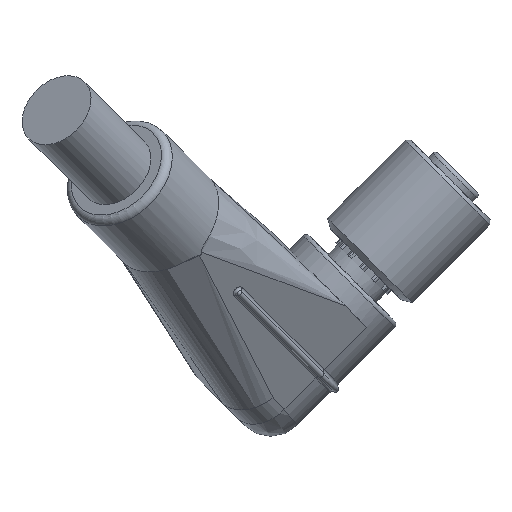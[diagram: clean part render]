
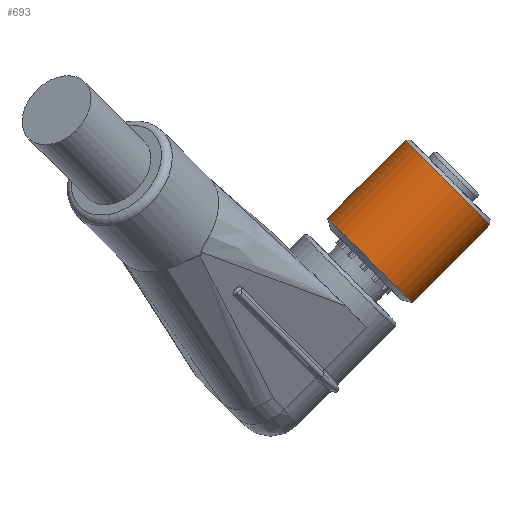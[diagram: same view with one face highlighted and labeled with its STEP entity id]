
A CAD part, left-side view. The second image highlights one B-rep face of the part: STEP entity #693.
In plain terms, the highlighted cylindrical face has radius 3 mm (diameter 6 mm), a full revolution.
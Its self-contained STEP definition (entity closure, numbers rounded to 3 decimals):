
#366=CYLINDRICAL_SURFACE('',#2802,3.);
#693=ADVANCED_FACE('',(#939,#940),#366,.T.);
#939=FACE_BOUND('',#1016,.T.);
#940=FACE_BOUND('',#1017,.T.);
#1016=EDGE_LOOP('',(#1264));
#1017=EDGE_LOOP('',(#1265));
#1264=ORIENTED_EDGE('',*,*,#2285,.T.);
#1265=ORIENTED_EDGE('',*,*,#2286,.T.);
#2028=VERTEX_POINT('',#4013);
#2029=VERTEX_POINT('',#4015);
#2285=EDGE_CURVE('',#2028,#2028,#2643,.T.);
#2286=EDGE_CURVE('',#2029,#2029,#2644,.T.);
#2643=CIRCLE('',#2800,3.);
#2644=CIRCLE('',#2801,3.);
#2800=AXIS2_PLACEMENT_3D('',#4012,#3189,#3190);
#2801=AXIS2_PLACEMENT_3D('',#4014,#3191,#3192);
#2802=AXIS2_PLACEMENT_3D('',#4016,#3193,#3194);
#3189=DIRECTION('',(1.,0.,0.));
#3190=DIRECTION('',(0.,0.139,-0.99));
#3191=DIRECTION('',(-1.,0.,0.));
#3192=DIRECTION('',(0.,-0.139,0.99));
#3193=DIRECTION('',(-1.,0.,0.));
#3194=DIRECTION('',(0.,-0.139,0.99));
#4012=CARTESIAN_POINT('',(4.489,0.,0.));
#4013=CARTESIAN_POINT('',(4.489,0.418,-2.971));
#4014=CARTESIAN_POINT('',(10.,0.,0.));
#4015=CARTESIAN_POINT('',(10.,-0.418,2.971));
#4016=CARTESIAN_POINT('',(-1.8,0.,0.));
